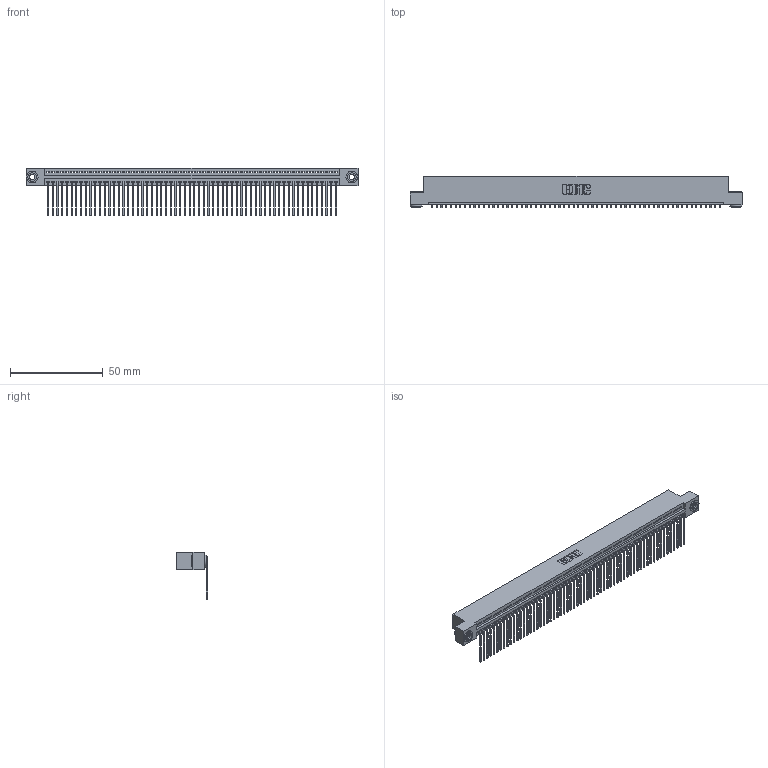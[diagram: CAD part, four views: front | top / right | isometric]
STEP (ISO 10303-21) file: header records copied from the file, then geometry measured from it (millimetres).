
FILE_DESCRIPTION (( 'STEP AP203' ), '1' );
FILE_NAME ('345-062-559-103.STEP', '2019-10-11T07:47:27', ( '' ), ( '' ), 'SwSTEP 2.0', 'SolidWorks 2016', '' );
FILE_SCHEMA (( 'CONFIG_CONTROL_DESIGN' ));
Length unit declared in the file: inch
Products named in the file (4): 345-250-002_345-250-002-102; 345 Part_Flush Mounting Lugs - 0.156 Dia-TH; 345-062-559-103; 345-292-001_558 559 Tail - 1
Assembly tree (65 placements, depth 2):
  345-062-559-103
    345 Part_Flush Mounting Lugs - 0.156 Dia-TH
    345-292-001_558 559 Tail - 1  x62
    345-250-002_345-250-002-102  x2
Bounding box: 178.69 x 16.75 x 25.53 mm (x, y, z)
Volume: 17361.9 mm3; surface area: 24772.5 mm2
Topology: 65 solids, 65 shells, 3884 faces, 11701 edges, 7714 vertices
Faces by surface type: plane 2694, cylinder 1182, cone 8
Entity records: 44704 total; most frequent: CARTESIAN_POINT 7721, ORIENTED_EDGE 7710, DIRECTION 6745, EDGE_CURVE 3855, LINE 3451, VECTOR 3451, VERTEX_POINT 2566, AXIS2_PLACEMENT_3D 1647
